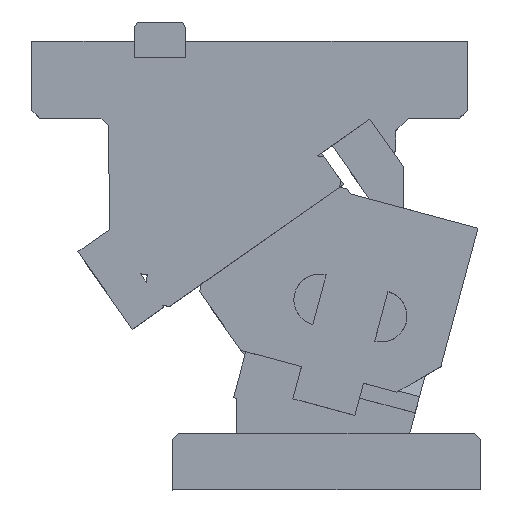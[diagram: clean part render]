
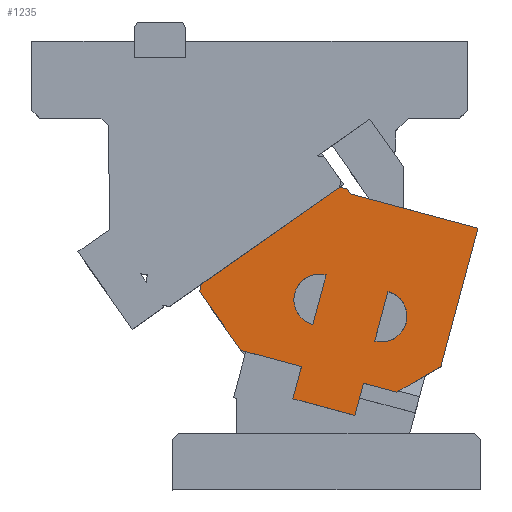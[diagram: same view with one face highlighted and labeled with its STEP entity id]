
A CAD part, top view. The second image highlights one B-rep face of the part: STEP entity #1235.
In plain terms, the highlighted planar face has unit normal (0, 0, 1).
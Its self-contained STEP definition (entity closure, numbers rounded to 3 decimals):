
#215=CARTESIAN_POINT('Vertex',(-55.467,31.622,0.)) ;
#236=CARTESIAN_POINT('Vertex',(-56.914,33.688,0.)) ;
#239=CARTESIAN_POINT('Line Origine',(-56.191,32.655,0.)) ;
#284=CARTESIAN_POINT('Vertex',(-59.699,34.18,0.)) ;
#287=CARTESIAN_POINT('Line Origine',(-58.307,33.934,0.)) ;
#563=CARTESIAN_POINT('Vertex',(-113.763,-3.676,0.)) ;
#566=CARTESIAN_POINT('Line Origine',(-86.731,15.252,0.)) ;
#598=CARTESIAN_POINT('Vertex',(-114.255,-6.462,0.)) ;
#601=CARTESIAN_POINT('Line Origine',(-114.009,-5.069,0.)) ;
#694=CARTESIAN_POINT('Vertex',(-98.194,-29.398,0.)) ;
#697=CARTESIAN_POINT('Line Origine',(-106.225,-17.93,0.)) ;
#1058=CARTESIAN_POINT('Line Origine',(-30.584,24.955,0.)) ;
#1062=CARTESIAN_POINT('Vertex',(-5.701,18.288,0.)) ;
#1080=CARTESIAN_POINT('Axis2P3D Location',(-64.953,0.,0.)) ;
#1085=CARTESIAN_POINT('Line Origine',(-52.063,-48.488,0.)) ;
#1089=CARTESIAN_POINT('Vertex',(-53.746,-54.767,0.)) ;
#1091=CARTESIAN_POINT('Vertex',(-50.381,-42.21,0.)) ;
#1094=CARTESIAN_POINT('Line Origine',(-43.861,-43.957,0.)) ;
#1098=CARTESIAN_POINT('Vertex',(-37.341,-45.704,0.)) ;
#1101=CARTESIAN_POINT('Line Origine',(-28.768,-40.754,0.)) ;
#1105=CARTESIAN_POINT('Vertex',(-20.195,-35.804,0.)) ;
#1108=CARTESIAN_POINT('Line Origine',(-12.948,-8.758,0.)) ;
#1113=CARTESIAN_POINT('Line Origine',(-86.362,-32.569,0.)) ;
#1117=CARTESIAN_POINT('Vertex',(-74.529,-35.739,0.)) ;
#1120=CARTESIAN_POINT('Line Origine',(-76.212,-42.018,0.)) ;
#1124=CARTESIAN_POINT('Vertex',(-77.894,-48.296,0.)) ;
#1127=CARTESIAN_POINT('Line Origine',(-65.82,-51.532,0.)) ;
#1148=CARTESIAN_POINT('Control Point',(-77.389,-7.923,0.)) ;
#1149=CARTESIAN_POINT('Control Point',(-77.551,-8.838,0.)) ;
#1150=CARTESIAN_POINT('Control Point',(-77.606,-9.772,0.)) ;
#1151=CARTESIAN_POINT('Control Point',(-77.551,-10.709,0.)) ;
#1152=CARTESIAN_POINT('Control Point',(-77.226,-12.552,0.)) ;
#1153=CARTESIAN_POINT('Control Point',(-76.488,-14.271,0.)) ;
#1154=CARTESIAN_POINT('Control Point',(-76.019,-15.084,0.)) ;
#1155=CARTESIAN_POINT('Control Point',(-74.903,-16.586,0.)) ;
#1156=CARTESIAN_POINT('Control Point',(-73.472,-17.792,0.)) ;
#1157=CARTESIAN_POINT('Control Point',(-72.689,-18.309,0.)) ;
#1158=CARTESIAN_POINT('Control Point',(-71.692,-18.811,0.)) ;
#1159=CARTESIAN_POINT('Control Point',(-70.644,-19.168,0.)) ;
#1160=CARTESIAN_POINT('Control Point',(-70.473,-19.222,0.)) ;
#1161=CARTESIAN_POINT('Control Point',(-70.302,-19.272,0.)) ;
#1162=CARTESIAN_POINT('Control Point',(-70.129,-19.319,0.)) ;
#1163=CARTESIAN_POINT('Vertex',(-77.389,-7.923,0.)) ;
#1165=CARTESIAN_POINT('Vertex',(-70.129,-19.319,0.)) ;
#1168=CARTESIAN_POINT('Axis2P3D Location',(-67.541,-9.659,0.)) ;
#1172=CARTESIAN_POINT('Vertex',(-64.953,0.,0.)) ;
#1175=CARTESIAN_POINT('Line Origine',(-67.541,-9.659,0.)) ;
#1186=CARTESIAN_POINT('Control Point',(-33.545,-17.866,0.)) ;
#1187=CARTESIAN_POINT('Control Point',(-33.384,-16.951,0.)) ;
#1188=CARTESIAN_POINT('Control Point',(-33.328,-16.017,0.)) ;
#1189=CARTESIAN_POINT('Control Point',(-33.383,-15.08,0.)) ;
#1190=CARTESIAN_POINT('Control Point',(-33.708,-13.237,0.)) ;
#1191=CARTESIAN_POINT('Control Point',(-34.447,-11.518,0.)) ;
#1192=CARTESIAN_POINT('Control Point',(-34.915,-10.705,0.)) ;
#1193=CARTESIAN_POINT('Control Point',(-36.032,-9.203,0.)) ;
#1194=CARTESIAN_POINT('Control Point',(-37.463,-7.997,0.)) ;
#1195=CARTESIAN_POINT('Control Point',(-38.246,-7.48,0.)) ;
#1196=CARTESIAN_POINT('Control Point',(-39.242,-6.978,0.)) ;
#1197=CARTESIAN_POINT('Control Point',(-40.291,-6.621,0.)) ;
#1198=CARTESIAN_POINT('Control Point',(-40.461,-6.567,0.)) ;
#1199=CARTESIAN_POINT('Control Point',(-40.632,-6.517,0.)) ;
#1200=CARTESIAN_POINT('Control Point',(-40.805,-6.47,0.)) ;
#1201=CARTESIAN_POINT('Vertex',(-33.545,-17.866,0.)) ;
#1203=CARTESIAN_POINT('Vertex',(-40.805,-6.47,0.)) ;
#1207=CARTESIAN_POINT('Control Point',(-45.981,-25.789,0.)) ;
#1208=CARTESIAN_POINT('Control Point',(-45.083,-26.03,0.)) ;
#1209=CARTESIAN_POINT('Control Point',(-44.158,-26.166,0.)) ;
#1210=CARTESIAN_POINT('Control Point',(-43.22,-26.193,0.)) ;
#1211=CARTESIAN_POINT('Control Point',(-41.356,-26.03,0.)) ;
#1212=CARTESIAN_POINT('Control Point',(-39.578,-25.444,0.)) ;
#1213=CARTESIAN_POINT('Control Point',(-38.728,-25.048,0.)) ;
#1214=CARTESIAN_POINT('Control Point',(-37.134,-24.067,0.)) ;
#1215=CARTESIAN_POINT('Control Point',(-35.808,-22.746,0.)) ;
#1216=CARTESIAN_POINT('Control Point',(-35.225,-22.011,0.)) ;
#1217=CARTESIAN_POINT('Control Point',(-34.453,-20.764,0.)) ;
#1218=CARTESIAN_POINT('Control Point',(-33.922,-19.404,0.)) ;
#1219=CARTESIAN_POINT('Control Point',(-33.762,-18.899,0.)) ;
#1220=CARTESIAN_POINT('Control Point',(-33.637,-18.386,0.)) ;
#1221=CARTESIAN_POINT('Control Point',(-33.545,-17.866,0.)) ;
#1222=CARTESIAN_POINT('Vertex',(-45.981,-25.789,0.)) ;
#1225=CARTESIAN_POINT('Line Origine',(-43.393,-16.13,0.)) ;
#240=DIRECTION('Vector Direction',(-0.574,0.819,0.)) ;
#288=DIRECTION('Vector Direction',(-0.985,0.174,0.)) ;
#567=DIRECTION('Vector Direction',(0.819,0.574,0.)) ;
#602=DIRECTION('Vector Direction',(-0.174,-0.985,0.)) ;
#698=DIRECTION('Vector Direction',(0.574,-0.819,0.)) ;
#1059=DIRECTION('Vector Direction',(0.966,-0.259,0.)) ;
#1081=DIRECTION('Axis2P3D Direction',(-0.,0.,1.)) ;
#1082=DIRECTION('Axis2P3D XDirection',(0.966,-0.259,0.)) ;
#1086=DIRECTION('Vector Direction',(0.259,0.966,0.)) ;
#1095=DIRECTION('Vector Direction',(0.966,-0.259,0.)) ;
#1102=DIRECTION('Vector Direction',(-0.866,-0.5,0.)) ;
#1109=DIRECTION('Vector Direction',(-0.259,-0.966,0.)) ;
#1114=DIRECTION('Vector Direction',(0.966,-0.259,0.)) ;
#1121=DIRECTION('Vector Direction',(-0.259,-0.966,0.)) ;
#1128=DIRECTION('Vector Direction',(0.966,-0.259,0.)) ;
#1169=DIRECTION('Axis2P3D Direction',(-0.,0.,1.)) ;
#1176=DIRECTION('Vector Direction',(-0.259,-0.966,0.)) ;
#1226=DIRECTION('Vector Direction',(0.259,0.966,0.)) ;
#1083=AXIS2_PLACEMENT_3D('Plane Axis2P3D',#1080,#1081,#1082) ;
#1170=AXIS2_PLACEMENT_3D('Circle Axis2P3D',#1168,#1169,$) ;
#1133=ORIENTED_EDGE('',*,*,#1093,.T.) ;
#1134=ORIENTED_EDGE('',*,*,#1100,.T.) ;
#1135=ORIENTED_EDGE('',*,*,#1107,.F.) ;
#1136=ORIENTED_EDGE('',*,*,#1112,.F.) ;
#1137=ORIENTED_EDGE('',*,*,#1064,.F.) ;
#1138=ORIENTED_EDGE('',*,*,#243,.T.) ;
#1139=ORIENTED_EDGE('',*,*,#291,.T.) ;
#1140=ORIENTED_EDGE('',*,*,#570,.F.) ;
#1141=ORIENTED_EDGE('',*,*,#605,.T.) ;
#1142=ORIENTED_EDGE('',*,*,#701,.T.) ;
#1143=ORIENTED_EDGE('',*,*,#1119,.T.) ;
#1144=ORIENTED_EDGE('',*,*,#1126,.T.) ;
#1145=ORIENTED_EDGE('',*,*,#1131,.T.) ;
#1181=ORIENTED_EDGE('',*,*,#1167,.F.) ;
#1182=ORIENTED_EDGE('',*,*,#1174,.F.) ;
#1183=ORIENTED_EDGE('',*,*,#1179,.T.) ;
#1231=ORIENTED_EDGE('',*,*,#1205,.F.) ;
#1232=ORIENTED_EDGE('',*,*,#1224,.F.) ;
#1233=ORIENTED_EDGE('',*,*,#1229,.T.) ;
#1184=FACE_BOUND('',#1180,.T.) ;
#1234=FACE_BOUND('',#1230,.T.) ;
#241=VECTOR('Line Direction',#240,1.) ;
#289=VECTOR('Line Direction',#288,1.) ;
#568=VECTOR('Line Direction',#567,1.) ;
#603=VECTOR('Line Direction',#602,1.) ;
#699=VECTOR('Line Direction',#698,1.) ;
#1060=VECTOR('Line Direction',#1059,1.) ;
#1087=VECTOR('Line Direction',#1086,1.) ;
#1096=VECTOR('Line Direction',#1095,1.) ;
#1103=VECTOR('Line Direction',#1102,1.) ;
#1110=VECTOR('Line Direction',#1109,1.) ;
#1115=VECTOR('Line Direction',#1114,1.) ;
#1122=VECTOR('Line Direction',#1121,1.) ;
#1129=VECTOR('Line Direction',#1128,1.) ;
#1177=VECTOR('Line Direction',#1176,1.) ;
#1227=VECTOR('Line Direction',#1226,1.) ;
#1235=ADVANCED_FACE('CAM SLIDER',(#1146,#1184,#1234),#1084,.T.) ;
#1147=B_SPLINE_CURVE_WITH_KNOTS('',5,(#1148,#1149,#1150,#1151,#1152,#1153,#1154,#1155,#1156,#1157,#1158,#1159,#1160,#1161,#1162),.UNSPECIFIED.,.F.,.U.,(6,3,3,3,6),(0.,6.586,13.173,19.759,21.024),.UNSPECIFIED.) ;
#1185=B_SPLINE_CURVE_WITH_KNOTS('',5,(#1186,#1187,#1188,#1189,#1190,#1191,#1192,#1193,#1194,#1195,#1196,#1197,#1198,#1199,#1200),.UNSPECIFIED.,.F.,.U.,(6,3,3,3,6),(0.,6.587,13.173,19.76,21.024),.UNSPECIFIED.) ;
#1206=B_SPLINE_CURVE_WITH_KNOTS('',5,(#1207,#1208,#1209,#1210,#1211,#1212,#1213,#1214,#1215,#1216,#1217,#1218,#1219,#1220,#1221),.UNSPECIFIED.,.F.,.U.,(6,3,3,3,6),(0.,6.586,13.171,19.757,23.495),.UNSPECIFIED.) ;
#1171=CIRCLE('generated circle',#1170,10.) ;
#243=EDGE_CURVE('',#216,#237,#242,.T.) ;
#291=EDGE_CURVE('',#237,#285,#290,.T.) ;
#570=EDGE_CURVE('',#564,#285,#569,.T.) ;
#605=EDGE_CURVE('',#564,#599,#604,.T.) ;
#701=EDGE_CURVE('',#599,#695,#700,.T.) ;
#1064=EDGE_CURVE('',#216,#1063,#1061,.T.) ;
#1093=EDGE_CURVE('',#1090,#1092,#1088,.T.) ;
#1100=EDGE_CURVE('',#1092,#1099,#1097,.T.) ;
#1107=EDGE_CURVE('',#1106,#1099,#1104,.T.) ;
#1112=EDGE_CURVE('',#1063,#1106,#1111,.T.) ;
#1119=EDGE_CURVE('',#695,#1118,#1116,.T.) ;
#1126=EDGE_CURVE('',#1118,#1125,#1123,.T.) ;
#1131=EDGE_CURVE('',#1125,#1090,#1130,.T.) ;
#1167=EDGE_CURVE('',#1164,#1166,#1147,.T.) ;
#1174=EDGE_CURVE('',#1173,#1164,#1171,.T.) ;
#1179=EDGE_CURVE('',#1173,#1166,#1178,.T.) ;
#1205=EDGE_CURVE('',#1202,#1204,#1185,.T.) ;
#1224=EDGE_CURVE('',#1223,#1202,#1206,.T.) ;
#1229=EDGE_CURVE('',#1223,#1204,#1228,.T.) ;
#1132=EDGE_LOOP('',(#1133,#1134,#1135,#1136,#1137,#1138,#1139,#1140,#1141,#1142,#1143,#1144,#1145)) ;
#1180=EDGE_LOOP('',(#1181,#1182,#1183)) ;
#1230=EDGE_LOOP('',(#1231,#1232,#1233)) ;
#1146=FACE_OUTER_BOUND('',#1132,.T.) ;
#242=LINE('Line',#239,#241) ;
#290=LINE('Line',#287,#289) ;
#569=LINE('Line',#566,#568) ;
#604=LINE('Line',#601,#603) ;
#700=LINE('Line',#697,#699) ;
#1061=LINE('Line',#1058,#1060) ;
#1088=LINE('Line',#1085,#1087) ;
#1097=LINE('Line',#1094,#1096) ;
#1104=LINE('Line',#1101,#1103) ;
#1111=LINE('Line',#1108,#1110) ;
#1116=LINE('Line',#1113,#1115) ;
#1123=LINE('Line',#1120,#1122) ;
#1130=LINE('Line',#1127,#1129) ;
#1178=LINE('Line',#1175,#1177) ;
#1228=LINE('Line',#1225,#1227) ;
#1084=PLANE('Plane',#1083) ;
#216=VERTEX_POINT('',#215) ;
#237=VERTEX_POINT('',#236) ;
#285=VERTEX_POINT('',#284) ;
#564=VERTEX_POINT('',#563) ;
#599=VERTEX_POINT('',#598) ;
#695=VERTEX_POINT('',#694) ;
#1063=VERTEX_POINT('',#1062) ;
#1090=VERTEX_POINT('',#1089) ;
#1092=VERTEX_POINT('',#1091) ;
#1099=VERTEX_POINT('',#1098) ;
#1106=VERTEX_POINT('',#1105) ;
#1118=VERTEX_POINT('',#1117) ;
#1125=VERTEX_POINT('',#1124) ;
#1164=VERTEX_POINT('',#1163) ;
#1166=VERTEX_POINT('',#1165) ;
#1173=VERTEX_POINT('',#1172) ;
#1202=VERTEX_POINT('',#1201) ;
#1204=VERTEX_POINT('',#1203) ;
#1223=VERTEX_POINT('',#1222) ;
